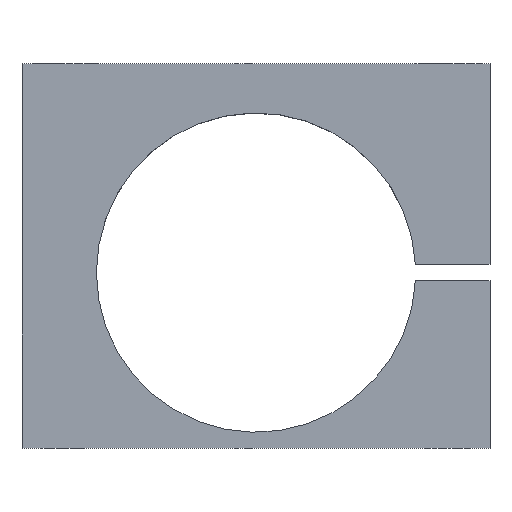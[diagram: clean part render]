
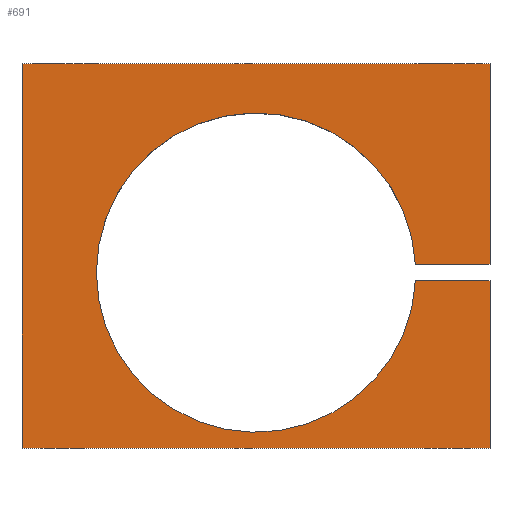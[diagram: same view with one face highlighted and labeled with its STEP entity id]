
A CAD part, top view. The second image highlights one B-rep face of the part: STEP entity #691.
In plain terms, the highlighted planar face has unit normal (0, 0, 1).
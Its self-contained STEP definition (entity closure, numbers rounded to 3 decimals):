
#4 = VECTOR ( 'NONE', #441, 1000. ) ;
#31 = CARTESIAN_POINT ( 'NONE',  ( 0., 0., 30. ) ) ;
#33 = DIRECTION ( 'NONE',  ( 1., 0., 0. ) ) ;
#45 = VERTEX_POINT ( 'NONE', #301 ) ;
#49 = EDGE_CURVE ( 'NONE', #93, #406, #279, .T. ) ;
#93 = VERTEX_POINT ( 'NONE', #364 ) ;
#108 = VECTOR ( 'NONE', #363, 1000. ) ;
#110 = VERTEX_POINT ( 'NONE', #247 ) ;
#126 = DIRECTION ( 'NONE',  ( -1., 0., 0. ) ) ;
#128 = EDGE_CURVE ( 'NONE', #535, #776, #399, .T. ) ;
#130 = ORIENTED_EDGE ( 'NONE', *, *, #725, .T. ) ;
#142 = CARTESIAN_POINT ( 'NONE',  ( 70., 62.5, 30. ) ) ;
#155 = EDGE_CURVE ( 'NONE', #450, #110, #359, .T. ) ;
#160 = LINE ( 'NONE', #704, #787 ) ;
#191 = CARTESIAN_POINT ( 'NONE',  ( 47.685, -2.5, 30. ) ) ;
#217 = PLANE ( 'NONE',  #490 ) ;
#218 = VECTOR ( 'NONE', #126, 1000. ) ;
#228 = DIRECTION ( 'NONE',  ( 0., 0., -1. ) ) ;
#246 = CARTESIAN_POINT ( 'NONE',  ( 70., 2.5, 30. ) ) ;
#247 = CARTESIAN_POINT ( 'NONE',  ( 47.685, -2.5, 30. ) ) ;
#251 = CARTESIAN_POINT ( 'NONE',  ( -70., -52.5, 30. ) ) ;
#265 = CARTESIAN_POINT ( 'NONE',  ( -70., -52.5, 30. ) ) ;
#279 = LINE ( 'NONE', #546, #108 ) ;
#280 = DIRECTION ( 'NONE',  ( 0., -1., 0. ) ) ;
#288 = CARTESIAN_POINT ( 'NONE',  ( 70., -52.5, 30. ) ) ;
#301 = CARTESIAN_POINT ( 'NONE',  ( 47.685, 2.5, 30. ) ) ;
#331 = LINE ( 'NONE', #499, #4 ) ;
#343 = EDGE_CURVE ( 'NONE', #45, #360, #750, .T. ) ;
#348 = DIRECTION ( 'NONE',  ( 0., 0., -1. ) ) ;
#359 = LINE ( 'NONE', #191, #218 ) ;
#360 = VERTEX_POINT ( 'NONE', #246 ) ;
#363 = DIRECTION ( 'NONE',  ( -1., 0., 0. ) ) ;
#364 = CARTESIAN_POINT ( 'NONE',  ( 70., 62.5, 30. ) ) ;
#376 = CARTESIAN_POINT ( 'NONE',  ( 70., -2.5, 30. ) ) ;
#399 = LINE ( 'NONE', #251, #705 ) ;
#401 = DIRECTION ( 'NONE',  ( 0., 0., 1. ) ) ;
#406 = VERTEX_POINT ( 'NONE', #431 ) ;
#422 = VECTOR ( 'NONE', #693, 1000. ) ;
#431 = CARTESIAN_POINT ( 'NONE',  ( -70., 62.5, 30. ) ) ;
#441 = DIRECTION ( 'NONE',  ( 0., 1., 0. ) ) ;
#450 = VERTEX_POINT ( 'NONE', #376 ) ;
#452 = AXIS2_PLACEMENT_3D ( 'NONE', #593, #228, #651 ) ;
#453 = VERTEX_POINT ( 'NONE', #565 ) ;
#465 = CIRCLE ( 'NONE', #452, 47.75 ) ;
#481 = ORIENTED_EDGE ( 'NONE', *, *, #49, .T. ) ;
#486 = DIRECTION ( 'NONE',  ( 1., 0., 0. ) ) ;
#490 = AXIS2_PLACEMENT_3D ( 'NONE', #31, #401, #33 ) ;
#493 = ORIENTED_EDGE ( 'NONE', *, *, #547, .T. ) ;
#497 = EDGE_CURVE ( 'NONE', #776, #450, #331, .T. ) ;
#499 = CARTESIAN_POINT ( 'NONE',  ( 70., -2.5, 30. ) ) ;
#534 = ORIENTED_EDGE ( 'NONE', *, *, #497, .T. ) ;
#535 = VERTEX_POINT ( 'NONE', #265 ) ;
#536 = AXIS2_PLACEMENT_3D ( 'NONE', #713, #348, #773 ) ;
#546 = CARTESIAN_POINT ( 'NONE',  ( -70., 62.5, 30. ) ) ;
#547 = EDGE_CURVE ( 'NONE', #360, #93, #761, .T. ) ;
#565 = CARTESIAN_POINT ( 'NONE',  ( -47.75, 0., 30. ) ) ;
#567 = ORIENTED_EDGE ( 'NONE', *, *, #128, .T. ) ;
#577 = VECTOR ( 'NONE', #486, 1000. ) ;
#591 = ORIENTED_EDGE ( 'NONE', *, *, #706, .T. ) ;
#593 = CARTESIAN_POINT ( 'NONE',  ( 0., 0., 30. ) ) ;
#632 = FACE_OUTER_BOUND ( 'NONE', #658, .T. ) ;
#643 = EDGE_CURVE ( 'NONE', #406, #535, #160, .T. ) ;
#651 = DIRECTION ( 'NONE',  ( 1., 0., 0. ) ) ;
#652 = ORIENTED_EDGE ( 'NONE', *, *, #343, .T. ) ;
#658 = EDGE_LOOP ( 'NONE', ( #667, #567, #534, #712, #130, #591, #652, #493, #481 ) ) ;
#667 = ORIENTED_EDGE ( 'NONE', *, *, #643, .T. ) ;
#676 = DIRECTION ( 'NONE',  ( 1., 0., 0. ) ) ;
#691 = ADVANCED_FACE ( 'NONE', ( #632 ), #217, .T. ) ;
#693 = DIRECTION ( 'NONE',  ( 0., 1., 0. ) ) ;
#694 = CARTESIAN_POINT ( 'NONE',  ( 47.685, 2.5, 30. ) ) ;
#704 = CARTESIAN_POINT ( 'NONE',  ( -70., 62.5, 30. ) ) ;
#705 = VECTOR ( 'NONE', #676, 1000. ) ;
#706 = EDGE_CURVE ( 'NONE', #453, #45, #756, .T. ) ;
#712 = ORIENTED_EDGE ( 'NONE', *, *, #155, .T. ) ;
#713 = CARTESIAN_POINT ( 'NONE',  ( 0., 0., 30. ) ) ;
#725 = EDGE_CURVE ( 'NONE', #110, #453, #465, .T. ) ;
#750 = LINE ( 'NONE', #694, #577 ) ;
#756 = CIRCLE ( 'NONE', #536, 47.75 ) ;
#761 = LINE ( 'NONE', #142, #422 ) ;
#773 = DIRECTION ( 'NONE',  ( 1., 0., 0. ) ) ;
#776 = VERTEX_POINT ( 'NONE', #288 ) ;
#787 = VECTOR ( 'NONE', #280, 1000. ) ;
